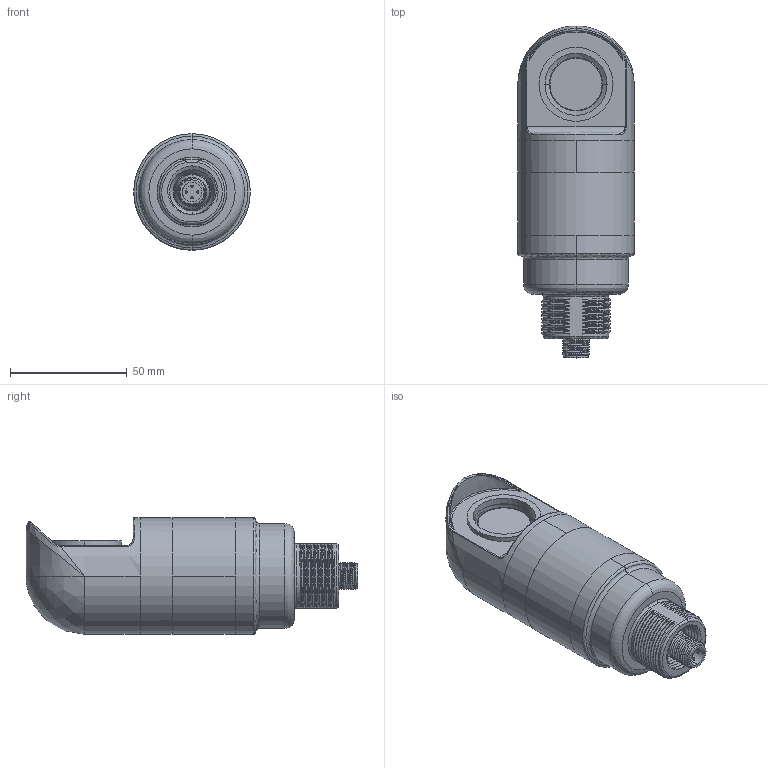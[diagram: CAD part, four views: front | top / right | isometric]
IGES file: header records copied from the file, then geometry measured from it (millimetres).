
Start section:  PTC IGES file: 154237.igs
Global section: file name: 154237.igs; native system: Pro/ENGINEER by Parametric Technology Corporation; preprocessor: 2009141; author: banengservice; organization: Unknown; date: 20120619.091218; units: inch
Bounding box: 50 x 142.4 x 50 mm (x, y, z)
Volume: 52212 mm3; surface area: 60715.1 mm2
Topology: 3 solids, 4 shells, 903 faces, 2420 edges, 1560 vertices
Faces by surface type: bspline 522, revolution 381
